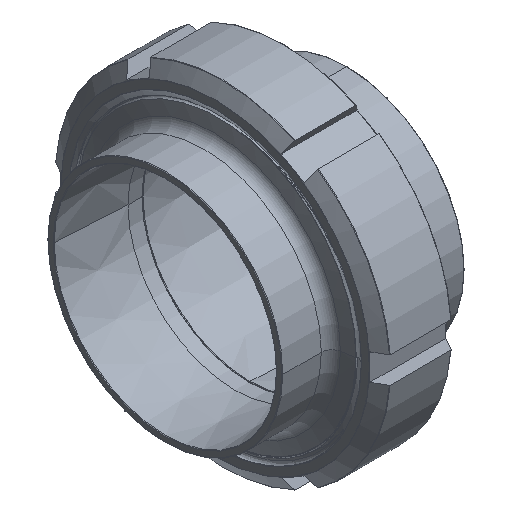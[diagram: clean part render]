
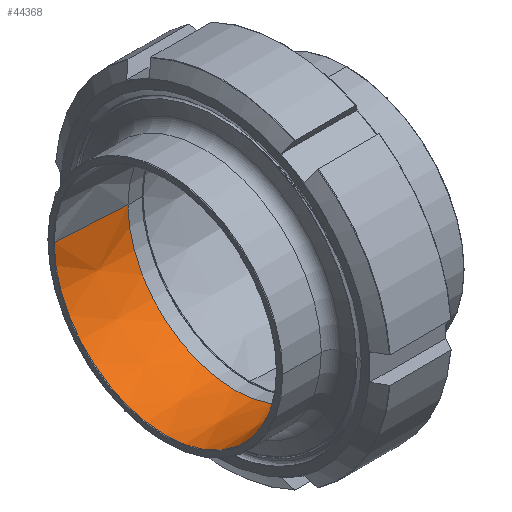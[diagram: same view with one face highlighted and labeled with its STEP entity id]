
A CAD part, isometric view. The second image highlights one B-rep face of the part: STEP entity #44368.
In plain terms, the highlighted conical face has half-angle 3.563 degrees and reference radius 42.15 mm.
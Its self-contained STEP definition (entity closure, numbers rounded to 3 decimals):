
#229 = LINE ( 'NONE', #26893, #51445 ) ;
#815 = AXIS2_PLACEMENT_3D ( 'NONE', #54330, #6156, #16449 ) ;
#3579 = CARTESIAN_POINT ( 'NONE',  ( -40., 42.15, 0. ) ) ;
#5380 = CARTESIAN_POINT ( 'NONE',  ( -39.812, -42.138, 0. ) ) ;
#6156 = DIRECTION ( 'NONE',  ( -1., 0., 0. ) ) ;
#7790 = CARTESIAN_POINT ( 'NONE',  ( -13.5, 40.5, 0. ) ) ;
#8808 = VERTEX_POINT ( 'NONE', #29512 ) ;
#8856 = CARTESIAN_POINT ( 'NONE',  ( -40., 0., 0. ) ) ;
#10305 = ORIENTED_EDGE ( 'NONE', *, *, #77207, .T. ) ;
#15464 = DIRECTION ( 'NONE',  ( -0.998, -0.062, 0. ) ) ;
#16018 = DIRECTION ( 'NONE',  ( 1., 0., 0. ) ) ;
#16158 = EDGE_CURVE ( 'NONE', #8808, #56471, #229, .T. ) ;
#16449 = DIRECTION ( 'NONE',  ( 0., 1., 0. ) ) ;
#16506 = ORIENTED_EDGE ( 'NONE', *, *, #24163, .T. ) ;
#16860 = ORIENTED_EDGE ( 'NONE', *, *, #55748, .T. ) ;
#19126 = AXIS2_PLACEMENT_3D ( 'NONE', #46881, #16018, #34711 ) ;
#19331 = VERTEX_POINT ( 'NONE', #7790 ) ;
#23205 = DIRECTION ( 'NONE',  ( 0., -1., 0. ) ) ;
#24163 = EDGE_CURVE ( 'NONE', #8808, #19331, #79820, .T. ) ;
#25622 = FACE_OUTER_BOUND ( 'NONE', #40832, .T. ) ;
#26893 = CARTESIAN_POINT ( 'NONE',  ( -40., -42.15, 0. ) ) ;
#27942 = DIRECTION ( 'NONE',  ( -0.998, 0.062, 0. ) ) ;
#29512 = CARTESIAN_POINT ( 'NONE',  ( -13.5, -40.5, 0. ) ) ;
#30513 = CONICAL_SURFACE ( 'NONE', #79570, 42.15, 0.062 ) ;
#34255 = LINE ( 'NONE', #3579, #65202 ) ;
#34711 = DIRECTION ( 'NONE',  ( 0., 1., 0. ) ) ;
#37696 = VERTEX_POINT ( 'NONE', #49569 ) ;
#40832 = EDGE_LOOP ( 'NONE', ( #16506, #10305, #16860, #65705 ) ) ;
#44368 = ADVANCED_FACE ( 'NONE', ( #25622 ), #30513, .F. ) ;
#46881 = CARTESIAN_POINT ( 'NONE',  ( -13.5, 0., 0. ) ) ;
#47529 = CIRCLE ( 'NONE', #815, 42.138 ) ;
#49569 = CARTESIAN_POINT ( 'NONE',  ( -39.812, 42.138, 0. ) ) ;
#51445 = VECTOR ( 'NONE', #15464, 1000. ) ;
#54330 = CARTESIAN_POINT ( 'NONE',  ( -39.812, 0., 0. ) ) ;
#55748 = EDGE_CURVE ( 'NONE', #37696, #56471, #47529, .T. ) ;
#56471 = VERTEX_POINT ( 'NONE', #5380 ) ;
#65202 = VECTOR ( 'NONE', #27942, 1000. ) ;
#65705 = ORIENTED_EDGE ( 'NONE', *, *, #16158, .F. ) ;
#71854 = DIRECTION ( 'NONE',  ( -1., 0., 0. ) ) ;
#77207 = EDGE_CURVE ( 'NONE', #19331, #37696, #34255, .T. ) ;
#79570 = AXIS2_PLACEMENT_3D ( 'NONE', #8856, #71854, #23205 ) ;
#79820 = CIRCLE ( 'NONE', #19126, 40.5 ) ;
